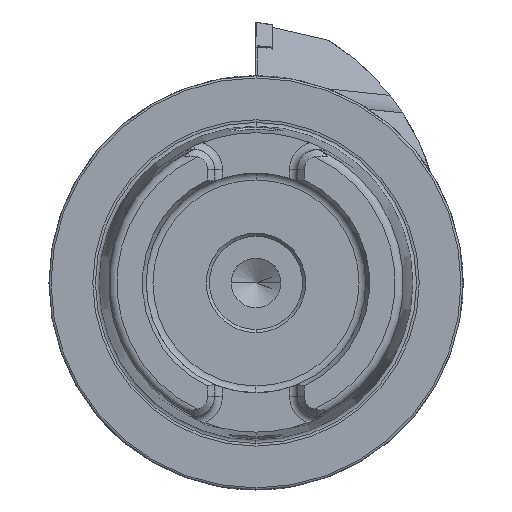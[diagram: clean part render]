
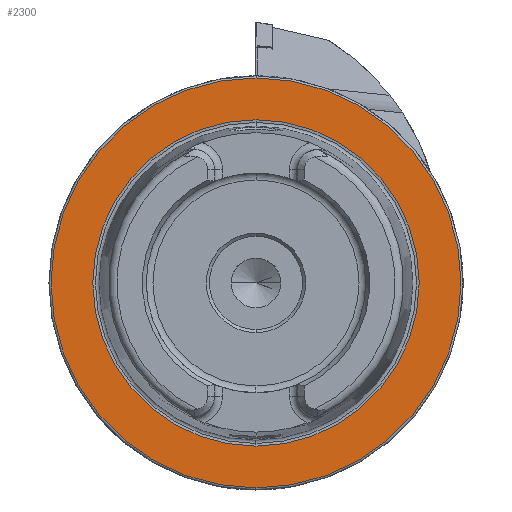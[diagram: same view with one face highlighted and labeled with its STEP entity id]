
A CAD part, left-side view. The second image highlights one B-rep face of the part: STEP entity #2300.
In plain terms, the highlighted planar face has unit normal (-1, 0, 0).
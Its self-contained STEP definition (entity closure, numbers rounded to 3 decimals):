
#30 = DIRECTION ( 'NONE',  ( 0., 0., 1. ) ) ;
#694 = ORIENTED_EDGE ( 'NONE', *, *, #8585, .F. ) ;
#824 = AXIS2_PLACEMENT_3D ( 'NONE', #6959, #13475, #1827 ) ;
#897 = CARTESIAN_POINT ( 'NONE',  ( 0., 0., 0. ) ) ;
#1135 = EDGE_CURVE ( 'NONE', #8288, #3470, #13914, .T. ) ;
#1356 = EDGE_CURVE ( 'NONE', #2925, #2953, #2321, .T. ) ;
#1535 = CARTESIAN_POINT ( 'NONE',  ( 0., 0., -49.5 ) ) ;
#1573 = DIRECTION ( 'NONE',  ( 0., 0., 1. ) ) ;
#1669 = ORIENTED_EDGE ( 'NONE', *, *, #1135, .T. ) ;
#1827 = DIRECTION ( 'NONE',  ( 0., 0., -1. ) ) ;
#2074 = DIRECTION ( 'NONE',  ( -1., 0., 0. ) ) ;
#2300 = ADVANCED_FACE ( 'NONE', ( #2530, #15917 ), #4381, .F. ) ;
#2321 = CIRCLE ( 'NONE', #16153, 39.405 ) ;
#2530 = FACE_BOUND ( 'NONE', #4756, .T. ) ;
#2925 = VERTEX_POINT ( 'NONE', #8634 ) ;
#2953 = VERTEX_POINT ( 'NONE', #4868 ) ;
#3470 = VERTEX_POINT ( 'NONE', #1535 ) ;
#4381 = PLANE ( 'NONE',  #824 ) ;
#4756 = EDGE_LOOP ( 'NONE', ( #694, #9454 ) ) ;
#4868 = CARTESIAN_POINT ( 'NONE',  ( 0., 0., 39.405 ) ) ;
#5257 = CARTESIAN_POINT ( 'NONE',  ( 0., 0., 0. ) ) ;
#5774 = CIRCLE ( 'NONE', #6032, 39.405 ) ;
#6032 = AXIS2_PLACEMENT_3D ( 'NONE', #897, #2074, #13732 ) ;
#6041 = DIRECTION ( 'NONE',  ( -1., 0., 0. ) ) ;
#6959 = CARTESIAN_POINT ( 'NONE',  ( 0., 49.5, 0. ) ) ;
#7174 = AXIS2_PLACEMENT_3D ( 'NONE', #5257, #7890, #30 ) ;
#7180 = CARTESIAN_POINT ( 'NONE',  ( 0., 0., 0. ) ) ;
#7450 = AXIS2_PLACEMENT_3D ( 'NONE', #7180, #6041, #8730 ) ;
#7890 = DIRECTION ( 'NONE',  ( -1., 0., 0. ) ) ;
#8288 = VERTEX_POINT ( 'NONE', #16598 ) ;
#8346 = EDGE_LOOP ( 'NONE', ( #1669, #8725 ) ) ;
#8585 = EDGE_CURVE ( 'NONE', #2953, #2925, #5774, .T. ) ;
#8634 = CARTESIAN_POINT ( 'NONE',  ( 0., 0., -39.405 ) ) ;
#8725 = ORIENTED_EDGE ( 'NONE', *, *, #11918, .T. ) ;
#8730 = DIRECTION ( 'NONE',  ( 0., 0., 1. ) ) ;
#9454 = ORIENTED_EDGE ( 'NONE', *, *, #1356, .F. ) ;
#11918 = EDGE_CURVE ( 'NONE', #3470, #8288, #12838, .T. ) ;
#12838 = CIRCLE ( 'NONE', #7174, 49.5 ) ;
#13475 = DIRECTION ( 'NONE',  ( 1., 0., 0. ) ) ;
#13732 = DIRECTION ( 'NONE',  ( 0., 0., 1. ) ) ;
#13914 = CIRCLE ( 'NONE', #7450, 49.5 ) ;
#15710 = DIRECTION ( 'NONE',  ( -1., 0., 0. ) ) ;
#15759 = CARTESIAN_POINT ( 'NONE',  ( 0., 0., 0. ) ) ;
#15917 = FACE_OUTER_BOUND ( 'NONE', #8346, .T. ) ;
#16153 = AXIS2_PLACEMENT_3D ( 'NONE', #15759, #15710, #1573 ) ;
#16598 = CARTESIAN_POINT ( 'NONE',  ( 0., 0., 49.5 ) ) ;
